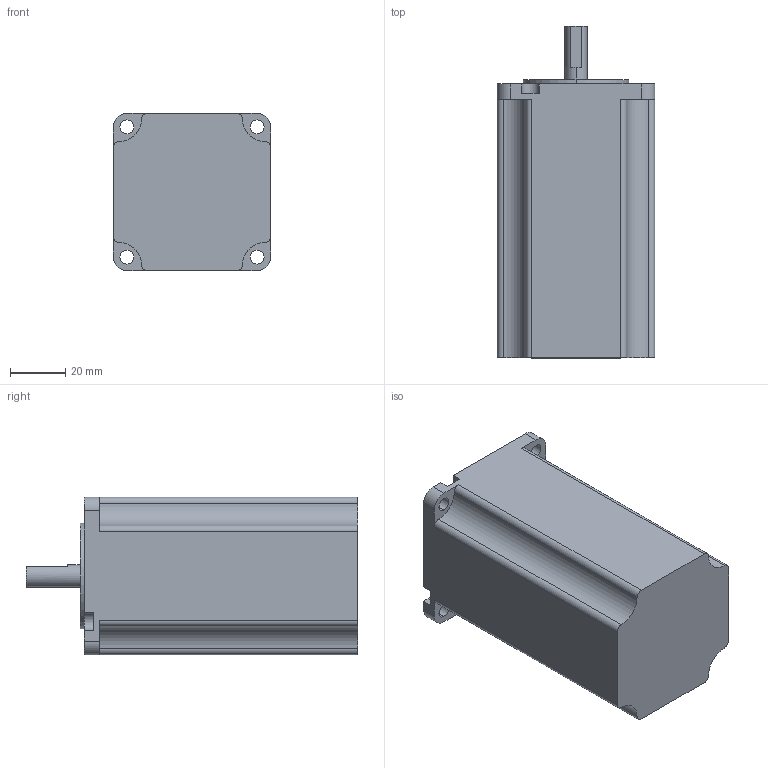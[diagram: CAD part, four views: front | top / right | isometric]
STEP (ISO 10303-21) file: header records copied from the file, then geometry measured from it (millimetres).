
FILE_DESCRIPTION (( 'STEP AP214' ), '1' );
FILE_NAME ('57A09-Z2£¨57HS55-D0821-BZ£©.STEP', '2022-01-22T00:15:28', ( '' ), ( '' ), 'SwSTEP 2.0', 'SolidWorks 2020', '' );
FILE_SCHEMA (( 'AUTOMOTIVE_DESIGN' ));
Length unit declared in the file: millimetre
Products named in the file (1): 57A09-Z2（57HS55-D0821-BZ）
Bounding box: 57 x 120 x 57 mm (x, y, z)
Volume: 286077.8 mm3; surface area: 31025.3 mm2
Topology: 1 solids, 1 shells, 77 faces, 201 edges, 134 vertices
Faces by surface type: cylinder 45, plane 32
Entity records: 2457 total; most frequent: DIRECTION 449, CARTESIAN_POINT 413, ORIENTED_EDGE 402, EDGE_CURVE 201, AXIS2_PLACEMENT_3D 170, VERTEX_POINT 134, LINE 109, VECTOR 109
